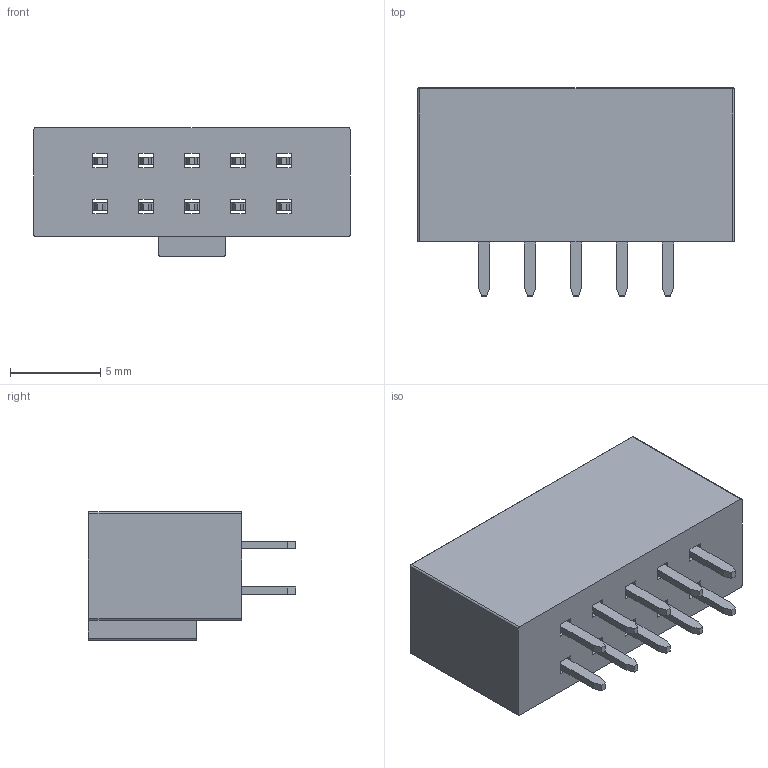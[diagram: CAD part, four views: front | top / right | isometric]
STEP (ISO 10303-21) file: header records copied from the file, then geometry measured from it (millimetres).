
FILE_DESCRIPTION (( 'STEP AP203' ), '1' );
FILE_NAME ('CB94102V100.STEP', '2018-08-17T02:39:48', ( '' ), ( '' ), 'SwSTEP 2.0', 'SolidWorks 2017', '' );
FILE_SCHEMA (( 'CONFIG_CONTROL_DESIGN' ));
Length unit declared in the file: millimetre
Products named in the file (3): cb94-t; CB94102V100; cb94 BASE_10
Assembly tree (11 placements, depth 2):
  CB94102V100
    cb94 BASE_10
    cb94-t  x10
Bounding box: 17.5 x 11.5 x 7.1 mm (x, y, z)
Volume: 897 mm3; surface area: 1201 mm2
Topology: 11 solids, 11 shells, 335 faces, 891 edges, 578 vertices
Faces by surface type: plane 260, cylinder 71, torus 4
Entity records: 4375 total; most frequent: CARTESIAN_POINT 666, ORIENTED_EDGE 648, DIRECTION 646, EDGE_CURVE 324, VECTOR 286, LINE 286, VERTEX_POINT 200, AXIS2_PLACEMENT_3D 180
